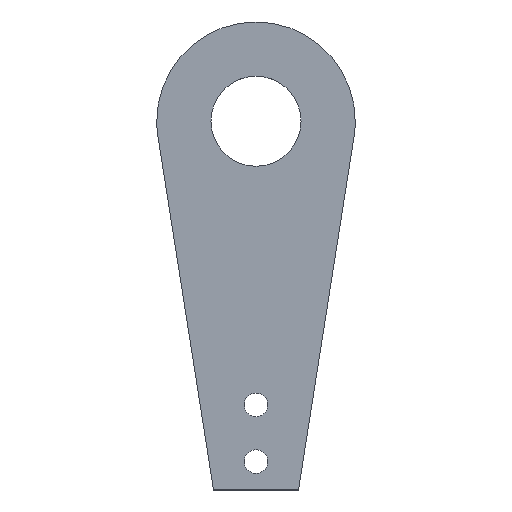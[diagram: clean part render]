
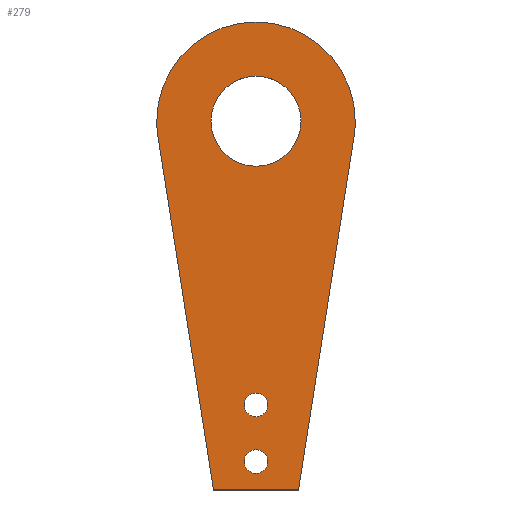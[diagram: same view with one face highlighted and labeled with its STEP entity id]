
A CAD part, top view. The second image highlights one B-rep face of the part: STEP entity #279.
In plain terms, the highlighted planar face has unit normal (0, 0, 1).
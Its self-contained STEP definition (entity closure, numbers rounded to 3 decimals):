
#2 = AXIS2_PLACEMENT_3D ( 'NONE', #134, #213, #391 ) ;
#4 = CARTESIAN_POINT ( 'NONE',  ( 2.075, 10., 4.5 ) ) ;
#10 = AXIS2_PLACEMENT_3D ( 'NONE', #172, #469, #96 ) ;
#31 = LINE ( 'NONE', #226, #56 ) ;
#32 = AXIS2_PLACEMENT_3D ( 'NONE', #136, #324, #132 ) ;
#37 = DIRECTION ( 'NONE',  ( 0., 0., 1. ) ) ;
#40 = VECTOR ( 'NONE', #41, 1000. ) ;
#41 = DIRECTION ( 'NONE',  ( 0.155, 0.988, 0. ) ) ;
#45 = EDGE_CURVE ( 'NONE', #104, #432, #80, .T. ) ;
#49 = CIRCLE ( 'NONE', #222, 17.5 ) ;
#50 = PLANE ( 'NONE',  #163 ) ;
#56 = VECTOR ( 'NONE', #262, 1000. ) ;
#58 = EDGE_LOOP ( 'NONE', ( #110, #159 ) ) ;
#64 = DIRECTION ( 'NONE',  ( 0., 0., 1. ) ) ;
#69 = EDGE_CURVE ( 'NONE', #102, #316, #92, .T. ) ;
#75 = CARTESIAN_POINT ( 'NONE',  ( 0., 60., 4.5 ) ) ;
#77 = FACE_BOUND ( 'NONE', #419, .T. ) ;
#80 = CIRCLE ( 'NONE', #10, 7.938 ) ;
#81 = AXIS2_PLACEMENT_3D ( 'NONE', #277, #120, #90 ) ;
#84 = ORIENTED_EDGE ( 'NONE', *, *, #362, .F. ) ;
#87 = ORIENTED_EDGE ( 'NONE', *, *, #45, .F. ) ;
#88 = EDGE_CURVE ( 'NONE', #316, #102, #153, .T. ) ;
#90 = DIRECTION ( 'NONE',  ( 1., 0., 0. ) ) ;
#92 = CIRCLE ( 'NONE', #146, 2.075 ) ;
#96 = DIRECTION ( 'NONE',  ( 1., 0., 0. ) ) ;
#102 = VERTEX_POINT ( 'NONE', #247 ) ;
#104 = VERTEX_POINT ( 'NONE', #109 ) ;
#109 = CARTESIAN_POINT ( 'NONE',  ( -7.938, 60., 4.5 ) ) ;
#110 = ORIENTED_EDGE ( 'NONE', *, *, #69, .F. ) ;
#112 = DIRECTION ( 'NONE',  ( 1., 0., 0. ) ) ;
#120 = DIRECTION ( 'NONE',  ( 0., 0., 1. ) ) ;
#123 = ORIENTED_EDGE ( 'NONE', *, *, #186, .T. ) ;
#128 = VERTEX_POINT ( 'NONE', #442 ) ;
#131 = ORIENTED_EDGE ( 'NONE', *, *, #374, .F. ) ;
#132 = DIRECTION ( 'NONE',  ( 1., 0., 0. ) ) ;
#134 = CARTESIAN_POINT ( 'NONE',  ( 0., 10., 4.5 ) ) ;
#135 = EDGE_CURVE ( 'NONE', #128, #318, #477, .T. ) ;
#136 = CARTESIAN_POINT ( 'NONE',  ( 0., 0., 4.5 ) ) ;
#140 = EDGE_CURVE ( 'NONE', #361, #230, #31, .T. ) ;
#141 = DIRECTION ( 'NONE',  ( 0., 0., 1. ) ) ;
#143 = CARTESIAN_POINT ( 'NONE',  ( 0., 60., 4.5 ) ) ;
#144 = VERTEX_POINT ( 'NONE', #333 ) ;
#146 = AXIS2_PLACEMENT_3D ( 'NONE', #389, #141, #465 ) ;
#153 = CIRCLE ( 'NONE', #2, 2.075 ) ;
#155 = ORIENTED_EDGE ( 'NONE', *, *, #274, .T. ) ;
#158 = FACE_OUTER_BOUND ( 'NONE', #197, .T. ) ;
#159 = ORIENTED_EDGE ( 'NONE', *, *, #88, .F. ) ;
#161 = CIRCLE ( 'NONE', #32, 2.075 ) ;
#163 = AXIS2_PLACEMENT_3D ( 'NONE', #450, #201, #375 ) ;
#164 = CARTESIAN_POINT ( 'NONE',  ( -17.288, 57.283, 4.5 ) ) ;
#172 = CARTESIAN_POINT ( 'NONE',  ( 0., 60., 4.5 ) ) ;
#176 = EDGE_CURVE ( 'NONE', #218, #144, #304, .T. ) ;
#182 = DIRECTION ( 'NONE',  ( 1., 0., 0. ) ) ;
#186 = EDGE_CURVE ( 'NONE', #415, #218, #49, .T. ) ;
#188 = EDGE_CURVE ( 'NONE', #230, #403, #481, .T. ) ;
#197 = EDGE_LOOP ( 'NONE', ( #376, #360, #155, #123, #251, #202 ) ) ;
#201 = DIRECTION ( 'NONE',  ( 0., 0., 1. ) ) ;
#202 = ORIENTED_EDGE ( 'NONE', *, *, #203, .T. ) ;
#203 = EDGE_CURVE ( 'NONE', #144, #361, #452, .T. ) ;
#211 = CARTESIAN_POINT ( 'NONE',  ( 7.5, -5., 4.5 ) ) ;
#213 = DIRECTION ( 'NONE',  ( 0., 0., 1. ) ) ;
#214 = AXIS2_PLACEMENT_3D ( 'NONE', #143, #339, #476 ) ;
#218 = VERTEX_POINT ( 'NONE', #400 ) ;
#222 = AXIS2_PLACEMENT_3D ( 'NONE', #331, #64, #402 ) ;
#226 = CARTESIAN_POINT ( 'NONE',  ( -7.5, -5., 4.5 ) ) ;
#227 = LINE ( 'NONE', #342, #40 ) ;
#230 = VERTEX_POINT ( 'NONE', #414 ) ;
#232 = CARTESIAN_POINT ( 'NONE',  ( 2.075, 0., 4.5 ) ) ;
#244 = AXIS2_PLACEMENT_3D ( 'NONE', #75, #37, #365 ) ;
#246 = CARTESIAN_POINT ( 'NONE',  ( 7.938, 60., 4.5 ) ) ;
#247 = CARTESIAN_POINT ( 'NONE',  ( -2.075, 10., 4.5 ) ) ;
#251 = ORIENTED_EDGE ( 'NONE', *, *, #176, .T. ) ;
#262 = DIRECTION ( 'NONE',  ( 0.155, -0.988, 0. ) ) ;
#270 = FACE_BOUND ( 'NONE', #58, .T. ) ;
#273 = CIRCLE ( 'NONE', #81, 7.938 ) ;
#274 = EDGE_CURVE ( 'NONE', #403, #415, #227, .T. ) ;
#277 = CARTESIAN_POINT ( 'NONE',  ( 0., 60., 4.5 ) ) ;
#279 = ADVANCED_FACE ( 'NONE', ( #270, #158, #308, #77 ), #50, .T. ) ;
#282 = AXIS2_PLACEMENT_3D ( 'NONE', #338, #366, #182 ) ;
#288 = CARTESIAN_POINT ( 'NONE',  ( 17.288, 57.283, 4.5 ) ) ;
#293 = ORIENTED_EDGE ( 'NONE', *, *, #135, .F. ) ;
#304 = CIRCLE ( 'NONE', #214, 17.5 ) ;
#308 = FACE_BOUND ( 'NONE', #350, .T. ) ;
#316 = VERTEX_POINT ( 'NONE', #4 ) ;
#318 = VERTEX_POINT ( 'NONE', #232 ) ;
#324 = DIRECTION ( 'NONE',  ( 0., 0., 1. ) ) ;
#326 = VECTOR ( 'NONE', #112, 1000. ) ;
#331 = CARTESIAN_POINT ( 'NONE',  ( 0., 60., 4.5 ) ) ;
#333 = CARTESIAN_POINT ( 'NONE',  ( -17.5, 60., 4.5 ) ) ;
#338 = CARTESIAN_POINT ( 'NONE',  ( 0., 0., 4.5 ) ) ;
#339 = DIRECTION ( 'NONE',  ( 0., 0., 1. ) ) ;
#342 = CARTESIAN_POINT ( 'NONE',  ( 17.288, 57.283, 4.5 ) ) ;
#350 = EDGE_LOOP ( 'NONE', ( #293, #131 ) ) ;
#360 = ORIENTED_EDGE ( 'NONE', *, *, #188, .T. ) ;
#361 = VERTEX_POINT ( 'NONE', #164 ) ;
#362 = EDGE_CURVE ( 'NONE', #432, #104, #273, .T. ) ;
#365 = DIRECTION ( 'NONE',  ( 1., 0., 0. ) ) ;
#366 = DIRECTION ( 'NONE',  ( 0., 0., 1. ) ) ;
#368 = CARTESIAN_POINT ( 'NONE',  ( -7.5, -5., 4.5 ) ) ;
#374 = EDGE_CURVE ( 'NONE', #318, #128, #161, .T. ) ;
#375 = DIRECTION ( 'NONE',  ( 1., 0., 0. ) ) ;
#376 = ORIENTED_EDGE ( 'NONE', *, *, #140, .T. ) ;
#389 = CARTESIAN_POINT ( 'NONE',  ( 0., 10., 4.5 ) ) ;
#391 = DIRECTION ( 'NONE',  ( 1., 0., 0. ) ) ;
#400 = CARTESIAN_POINT ( 'NONE',  ( 17.5, 60., 4.5 ) ) ;
#402 = DIRECTION ( 'NONE',  ( 1., 0., 0. ) ) ;
#403 = VERTEX_POINT ( 'NONE', #211 ) ;
#414 = CARTESIAN_POINT ( 'NONE',  ( -7.5, -5., 4.5 ) ) ;
#415 = VERTEX_POINT ( 'NONE', #288 ) ;
#419 = EDGE_LOOP ( 'NONE', ( #87, #84 ) ) ;
#432 = VERTEX_POINT ( 'NONE', #246 ) ;
#442 = CARTESIAN_POINT ( 'NONE',  ( -2.075, 0., 4.5 ) ) ;
#450 = CARTESIAN_POINT ( 'NONE',  ( 0., 60., 4.5 ) ) ;
#452 = CIRCLE ( 'NONE', #244, 17.5 ) ;
#465 = DIRECTION ( 'NONE',  ( 1., 0., 0. ) ) ;
#469 = DIRECTION ( 'NONE',  ( 0., 0., 1. ) ) ;
#476 = DIRECTION ( 'NONE',  ( 1., 0., 0. ) ) ;
#477 = CIRCLE ( 'NONE', #282, 2.075 ) ;
#481 = LINE ( 'NONE', #368, #326 ) ;
